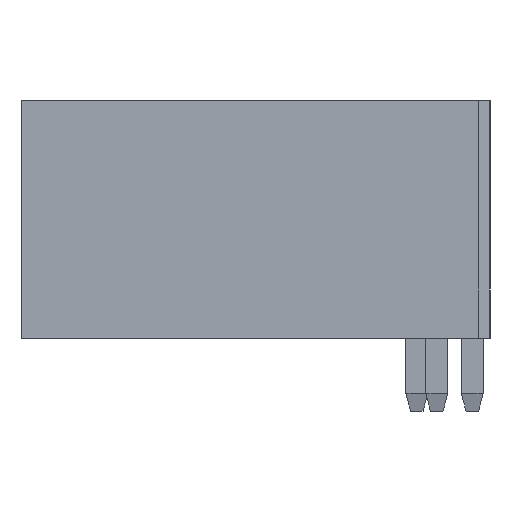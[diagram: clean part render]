
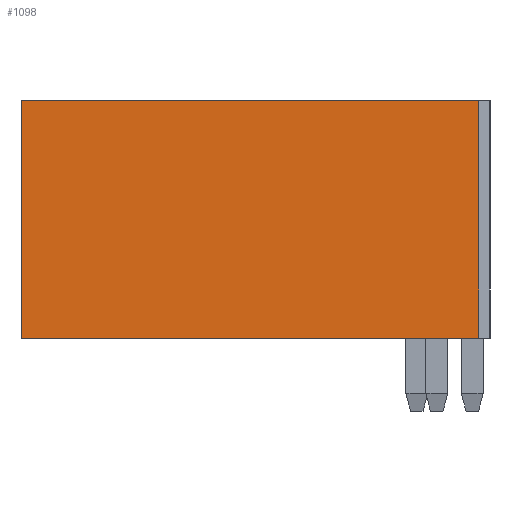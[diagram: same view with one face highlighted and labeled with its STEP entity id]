
A CAD part, left-side view. The second image highlights one B-rep face of the part: STEP entity #1098.
In plain terms, the highlighted planar face has unit normal (-1, 0, 0).
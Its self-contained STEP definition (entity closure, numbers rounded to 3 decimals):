
#1098=ADVANCED_FACE('',(#2285),#2286,.T.);
#2285=FACE_OUTER_BOUND('',#3528,.T.);
#2286=PLANE('',#3529);
#3528=EDGE_LOOP('',(#6835,#6836,#6837,#6838));
#3529=AXIS2_PLACEMENT_3D('',#6839,#6840,#6841);
#6835=ORIENTED_EDGE('',*,*,#8148,.T.);
#6836=ORIENTED_EDGE('',*,*,#8562,.F.);
#6837=ORIENTED_EDGE('',*,*,#8025,.F.);
#6838=ORIENTED_EDGE('',*,*,#8593,.T.);
#6839=CARTESIAN_POINT('',(-13.7,10.8,-5.35));
#6840=DIRECTION('',(-1.0,-0.0,0.0));
#6841=DIRECTION('',(0.0,-1.0,-0.0));
#8025=EDGE_CURVE('',#9744,#9746,#9747,.T.);
#8148=EDGE_CURVE('',#9942,#9940,#9943,.T.);
#8562=EDGE_CURVE('',#9746,#9940,#10556,.T.);
#8593=EDGE_CURVE('',#9744,#9942,#10587,.T.);
#9744=VERTEX_POINT('',#12225);
#9746=VERTEX_POINT('',#12228);
#9747=LINE('',#12229,#12230);
#9940=VERTEX_POINT('',#12495);
#9942=VERTEX_POINT('',#12498);
#9943=LINE('',#12499,#12500);
#10556=LINE('',#13395,#13396);
#10587=LINE('',#13440,#13441);
#12225=CARTESIAN_POINT('',(-13.7,0.5,-5.35));
#12228=CARTESIAN_POINT('',(-13.7,21.1,-5.35));
#12229=CARTESIAN_POINT('',(-13.7,0.5,-5.35));
#12230=VECTOR('',#14406,1.0);
#12495=CARTESIAN_POINT('',(-13.7,21.1,5.35));
#12498=CARTESIAN_POINT('',(-13.7,0.5,5.35));
#12499=CARTESIAN_POINT('',(-13.7,0.5,5.35));
#12500=VECTOR('',#14552,1.0);
#13395=CARTESIAN_POINT('',(-13.7,21.1,-5.35));
#13396=VECTOR('',#14913,1.0);
#13440=CARTESIAN_POINT('',(-13.7,0.5,-5.35));
#13441=VECTOR('',#14927,1.0);
#14406=DIRECTION('',(0.0,1.0,0.0));
#14552=DIRECTION('',(0.0,1.0,0.0));
#14913=DIRECTION('',(0.0,0.0,1.0));
#14927=DIRECTION('',(0.0,0.0,1.0));
